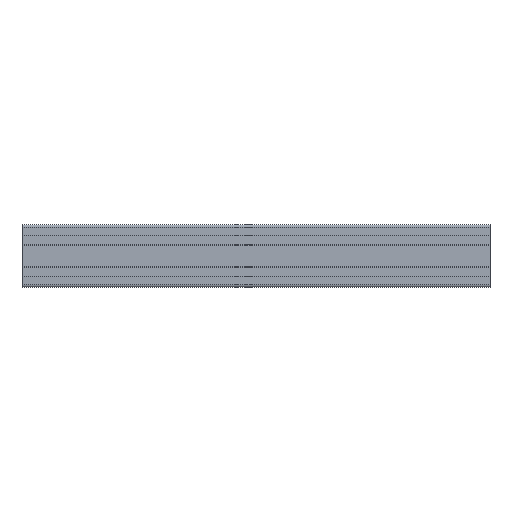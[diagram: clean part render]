
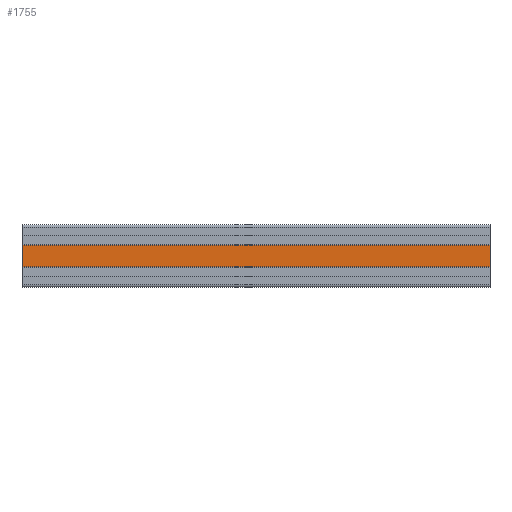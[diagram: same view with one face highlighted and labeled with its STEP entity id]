
A CAD part, left-side view. The second image highlights one B-rep face of the part: STEP entity #1755.
In plain terms, the highlighted planar face has unit normal (-1, 0, 0).
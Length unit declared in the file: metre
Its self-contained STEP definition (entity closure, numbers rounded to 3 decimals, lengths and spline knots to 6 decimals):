
#68=PLANE('',#1876);
#341=ORIENTED_EDGE('',*,*,#791,.T.);
#342=ORIENTED_EDGE('',*,*,#792,.F.);
#343=ORIENTED_EDGE('',*,*,#793,.F.);
#344=ORIENTED_EDGE('',*,*,#789,.T.);
#789=EDGE_CURVE('',#988,#987,#1199,.T.);
#791=EDGE_CURVE('',#987,#989,#1201,.T.);
#792=EDGE_CURVE('',#990,#989,#1202,.T.);
#793=EDGE_CURVE('',#988,#990,#1203,.T.);
#987=VERTEX_POINT('',#2709);
#988=VERTEX_POINT('',#2711);
#989=VERTEX_POINT('',#2715);
#990=VERTEX_POINT('',#2717);
#1199=LINE('',#2710,#1435);
#1201=LINE('',#2714,#1437);
#1202=LINE('',#2716,#1438);
#1203=LINE('',#2718,#1439);
#1435=VECTOR('',#2214,1.);
#1437=VECTOR('',#2218,1.);
#1438=VECTOR('',#2219,1.);
#1439=VECTOR('',#2220,1.);
#1563=EDGE_LOOP('',(#341,#342,#343,#344));
#1655=FACE_BOUND('',#1563,.T.);
#1755=ADVANCED_FACE('',(#1655),#68,.T.);
#1876=AXIS2_PLACEMENT_3D('',#2713,#2216,#2217);
#2214=DIRECTION('',(0.,1.,0.));
#2216=DIRECTION('',(-1.,0.,0.));
#2217=DIRECTION('',(0.,-1.,0.));
#2218=DIRECTION('',(0.,0.,-1.));
#2219=DIRECTION('',(0.,1.,0.));
#2220=DIRECTION('',(0.,0.,-1.));
#2709=CARTESIAN_POINT('',(-0.01,0.11,-0.0031));
#2710=CARTESIAN_POINT('',(-0.01,-0.21,-0.0031));
#2711=CARTESIAN_POINT('',(-0.01,-0.19,-0.0031));
#2713=CARTESIAN_POINT('',(-0.01,-0.21,0.));
#2714=CARTESIAN_POINT('',(-0.01,0.11,0.028788));
#2715=CARTESIAN_POINT('',(-0.01,0.11,-0.0169));
#2716=CARTESIAN_POINT('',(-0.01,-0.21,-0.0169));
#2717=CARTESIAN_POINT('',(-0.01,-0.19,-0.0169));
#2718=CARTESIAN_POINT('',(-0.01,-0.19,0.014325));
